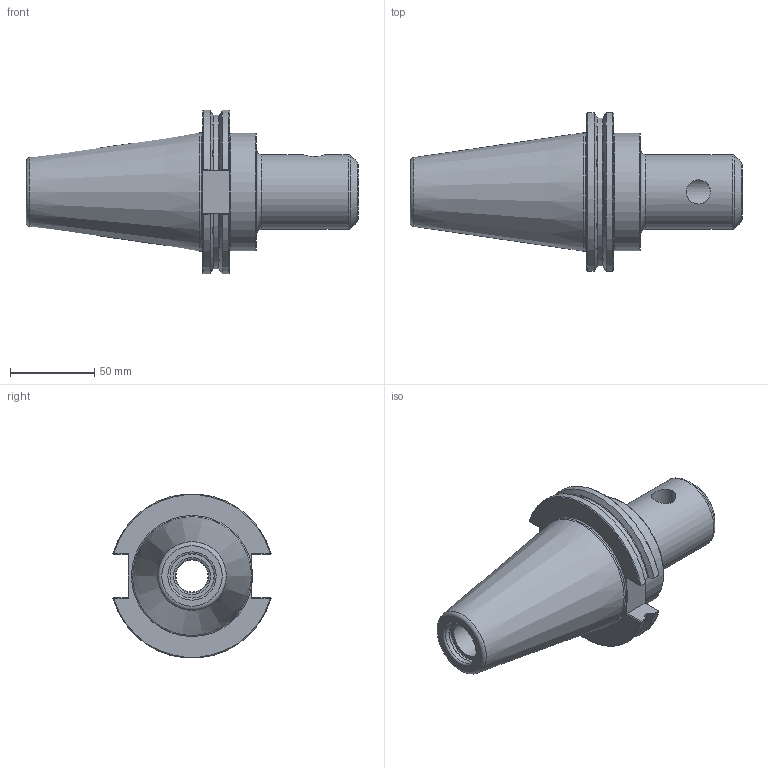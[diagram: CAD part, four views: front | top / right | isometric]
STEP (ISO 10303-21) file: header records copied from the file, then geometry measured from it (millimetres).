
FILE_DESCRIPTION(/* description */ (''),/* implementation_level */ '2;1');
FILE_NAME(/* name */ 'CAT50-EM075-0375.stp',/* time_stamp */ '2019-07-17T11:00:09-05:00',/* author */ ('ldfli'),/* organization */ (''),/* preprocessor_version */ 'ST-DEVELOPER v18',/* originating_system */ 'Autodesk Inventor LT',/* authorisation */ '');
FILE_SCHEMA (('AUTOMOTIVE_DESIGN { 1 0 10303 214 3 1 1 }'));
Length unit declared in the file: millimetre
Products named in the file (1): CAT50-EM075-0375
Bounding box: 196.87 x 93.8 x 97.14 mm (x, y, z)
Volume: 447660.9 mm3; surface area: 59325.2 mm2
Topology: 1 solids, 1 shells, 73 faces, 223 edges, 156 vertices
Faces by surface type: plane 31, cylinder 16, torus 14, cone 12
Full cylindrical faces by diameter (mm): 10 x1, 14.351 x1, 19.05 x1, 20.05 x1, 21.971 x1, 26.2 x1, 26.7 x1, 44.45 x1, 69.849 x1, 70.199 x1
Entity records: 2708 total; most frequent: CARTESIAN_POINT 660, ORIENTED_EDGE 446, DIRECTION 427, EDGE_CURVE 223, AXIS2_PLACEMENT_3D 175, VERTEX_POINT 156, CIRCLE 101, EDGE_LOOP 81
